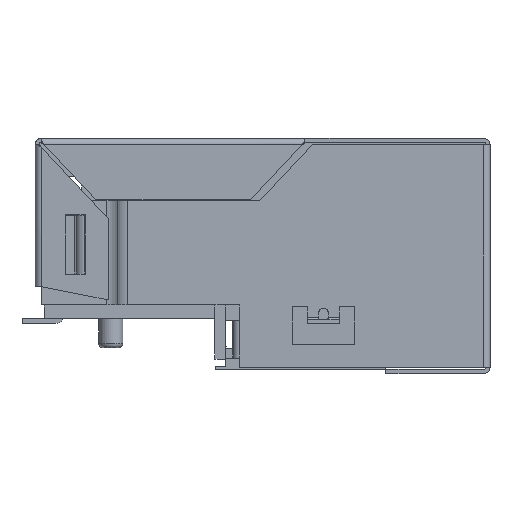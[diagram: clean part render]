
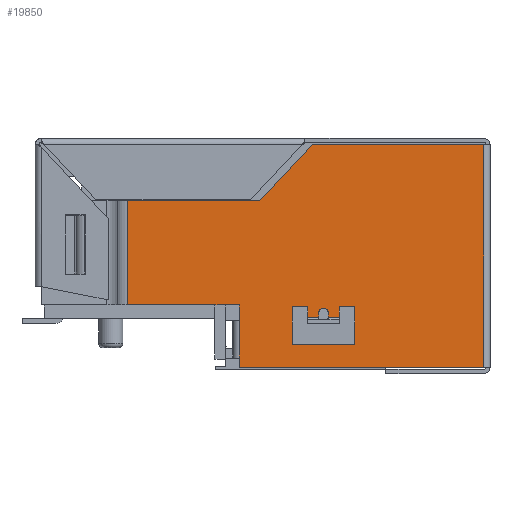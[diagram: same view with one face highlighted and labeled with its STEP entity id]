
A CAD part, left-side view. The second image highlights one B-rep face of the part: STEP entity #19850.
In plain terms, the highlighted planar face has unit normal (-1, 0, 0).
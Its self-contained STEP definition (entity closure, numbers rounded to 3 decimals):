
#73=CIRCLE('',#20781,0.225);
#2025=ORIENTED_EDGE('',*,*,#6647,.T.);
#2026=ORIENTED_EDGE('',*,*,#6628,.T.);
#2027=ORIENTED_EDGE('',*,*,#6648,.T.);
#2028=ORIENTED_EDGE('',*,*,#6638,.T.);
#2029=ORIENTED_EDGE('',*,*,#6635,.T.);
#2030=ORIENTED_EDGE('',*,*,#6562,.T.);
#2031=ORIENTED_EDGE('',*,*,#6633,.T.);
#2032=ORIENTED_EDGE('',*,*,#6649,.T.);
#2033=ORIENTED_EDGE('',*,*,#6478,.T.);
#2034=ORIENTED_EDGE('',*,*,#6650,.T.);
#2035=ORIENTED_EDGE('',*,*,#6421,.T.);
#2036=ORIENTED_EDGE('',*,*,#6424,.T.);
#2037=ORIENTED_EDGE('',*,*,#6411,.T.);
#2038=ORIENTED_EDGE('',*,*,#6651,.T.);
#2039=ORIENTED_EDGE('',*,*,#6493,.F.);
#2040=ORIENTED_EDGE('',*,*,#6498,.F.);
#2041=ORIENTED_EDGE('',*,*,#6500,.F.);
#2042=ORIENTED_EDGE('',*,*,#6490,.F.);
#2043=ORIENTED_EDGE('',*,*,#6652,.F.);
#2044=ORIENTED_EDGE('',*,*,#6426,.F.);
#2045=ORIENTED_EDGE('',*,*,#6385,.T.);
#2046=ORIENTED_EDGE('',*,*,#6653,.T.);
#6385=EDGE_CURVE('',#8793,#8794,#10462,.T.);
#6411=EDGE_CURVE('',#8812,#8811,#10479,.T.);
#6421=EDGE_CURVE('',#8820,#8819,#73,.T.);
#6424=EDGE_CURVE('',#8819,#8812,#10485,.T.);
#6426=EDGE_CURVE('',#8793,#8822,#10487,.T.);
#6478=EDGE_CURVE('',#8858,#8860,#10519,.T.);
#6490=EDGE_CURVE('',#8866,#8867,#10531,.T.);
#6493=EDGE_CURVE('',#8869,#8870,#10534,.T.);
#6498=EDGE_CURVE('',#8874,#8869,#10539,.T.);
#6500=EDGE_CURVE('',#8867,#8874,#10541,.T.);
#6562=EDGE_CURVE('',#8916,#8918,#10589,.T.);
#6628=EDGE_CURVE('',#8961,#8959,#10634,.T.);
#6633=EDGE_CURVE('',#8918,#8964,#10638,.T.);
#6635=EDGE_CURVE('',#8966,#8916,#10640,.T.);
#6638=EDGE_CURVE('',#8968,#8966,#10643,.T.);
#6647=EDGE_CURVE('',#8970,#8961,#10652,.T.);
#6648=EDGE_CURVE('',#8959,#8968,#10653,.T.);
#6649=EDGE_CURVE('',#8964,#8858,#10654,.T.);
#6650=EDGE_CURVE('',#8860,#8970,#10655,.T.);
#6651=EDGE_CURVE('',#8811,#8870,#10656,.T.);
#6652=EDGE_CURVE('',#8822,#8866,#10657,.T.);
#6653=EDGE_CURVE('',#8794,#8820,#10658,.T.);
#8793=VERTEX_POINT('',#28434);
#8794=VERTEX_POINT('',#28435);
#8811=VERTEX_POINT('',#28509);
#8812=VERTEX_POINT('',#28511);
#8819=VERTEX_POINT('',#28555);
#8820=VERTEX_POINT('',#28557);
#8822=VERTEX_POINT('',#28566);
#8858=VERTEX_POINT('',#28716);
#8860=VERTEX_POINT('',#28720);
#8866=VERTEX_POINT('',#28744);
#8867=VERTEX_POINT('',#28746);
#8869=VERTEX_POINT('',#28752);
#8870=VERTEX_POINT('',#28753);
#8874=VERTEX_POINT('',#28762);
#8916=VERTEX_POINT('',#28886);
#8918=VERTEX_POINT('',#28890);
#8959=VERTEX_POINT('',#29075);
#8961=VERTEX_POINT('',#29078);
#8964=VERTEX_POINT('',#29086);
#8966=VERTEX_POINT('',#29092);
#8968=VERTEX_POINT('',#29098);
#8970=VERTEX_POINT('',#29111);
#10462=LINE('',#28433,#12503);
#10479=LINE('',#28510,#12520);
#10485=LINE('',#28561,#12526);
#10487=LINE('',#28565,#12528);
#10519=LINE('',#28721,#12560);
#10531=LINE('',#28745,#12572);
#10534=LINE('',#28751,#12575);
#10539=LINE('',#28763,#12580);
#10541=LINE('',#28766,#12582);
#10589=LINE('',#28891,#12630);
#10634=LINE('',#29077,#12675);
#10638=LINE('',#29087,#12679);
#10640=LINE('',#29091,#12681);
#10643=LINE('',#29097,#12684);
#10652=LINE('',#29110,#12693);
#10653=LINE('',#29112,#12694);
#10654=LINE('',#29113,#12695);
#10655=LINE('',#29114,#12696);
#10656=LINE('',#29115,#12697);
#10657=LINE('',#29116,#12698);
#10658=LINE('',#29117,#12699);
#12503=VECTOR('',#22530,1000.);
#12520=VECTOR('',#22573,1000.);
#12526=VECTOR('',#22595,1000.);
#12528=VECTOR('',#22599,1000.);
#12560=VECTOR('',#22689,1000.);
#12572=VECTOR('',#22713,1000.);
#12575=VECTOR('',#22718,1000.);
#12580=VECTOR('',#22725,1000.);
#12582=VECTOR('',#22729,1000.);
#12630=VECTOR('',#22843,1000.);
#12675=VECTOR('',#22958,1000.);
#12679=VECTOR('',#22966,1000.);
#12681=VECTOR('',#22970,1000.);
#12684=VECTOR('',#22975,1000.);
#12693=VECTOR('',#22988,1000.);
#12694=VECTOR('',#22989,1000.);
#12695=VECTOR('',#22990,1000.);
#12696=VECTOR('',#22991,1000.);
#12697=VECTOR('',#22992,1000.);
#12698=VECTOR('',#22993,1000.);
#12699=VECTOR('',#22994,1000.);
#14515=EDGE_LOOP('',(#2025,#2026,#2027,#2028,#2029,#2030,#2031,#2032,#2033,
#2034));
#14516=EDGE_LOOP('',(#2035,#2036,#2037,#2038,#2039,#2040,#2041,#2042,#2043,
#2044,#2045,#2046));
#15508=FACE_BOUND('',#14515,.T.);
#15509=FACE_BOUND('',#14516,.T.);
#16419=PLANE('',#20895);
#19850=ADVANCED_FACE('',(#15508,#15509),#16419,.T.);
#20781=AXIS2_PLACEMENT_3D('',#28556,#22589,#22590);
#20895=AXIS2_PLACEMENT_3D('',#29109,#22986,#22987);
#22530=DIRECTION('',(0.,-1.,0.));
#22573=DIRECTION('',(0.,-1.,0.));
#22589=DIRECTION('',(1.,0.,0.));
#22590=DIRECTION('',(0.,1.,0.));
#22595=DIRECTION('',(0.,0.,-1.));
#22599=DIRECTION('',(0.,0.,1.));
#22689=DIRECTION('',(0.,0.,-1.));
#22713=DIRECTION('',(0.,0.,-1.));
#22718=DIRECTION('',(0.,1.,0.));
#22725=DIRECTION('',(0.,0.,1.));
#22729=DIRECTION('',(0.,-1.,0.));
#22843=DIRECTION('',(0.,0.,-1.));
#22958=DIRECTION('',(0.,0.,1.));
#22966=DIRECTION('',(0.,-1.,0.));
#22970=DIRECTION('',(0.,1.,0.));
#22975=DIRECTION('',(0.,0.684,-0.73));
#22986=DIRECTION('',(-1.,0.,0.));
#22987=DIRECTION('',(0.,-1.,0.));
#22988=DIRECTION('',(0.,-1.,0.));
#22989=DIRECTION('',(0.,1.,0.));
#22990=DIRECTION('',(0.,0.,-1.));
#22991=DIRECTION('',(0.,0.,-1.));
#22992=DIRECTION('',(0.,0.,1.));
#22993=DIRECTION('',(0.,1.,0.));
#22994=DIRECTION('',(0.,0.,1.));
#28433=CARTESIAN_POINT('',(-7.825,-2.166,-2.99));
#28434=CARTESIAN_POINT('',(-7.825,-2.166,-2.99));
#28435=CARTESIAN_POINT('',(-7.825,-2.695,-2.99));
#28509=CARTESIAN_POINT('',(-7.825,-3.674,-2.99));
#28510=CARTESIAN_POINT('',(-7.825,-2.166,-2.99));
#28511=CARTESIAN_POINT('',(-7.825,-3.145,-2.99));
#28555=CARTESIAN_POINT('',(-7.825,-3.145,-2.776));
#28556=CARTESIAN_POINT('',(-7.825,-2.92,-2.776));
#28557=CARTESIAN_POINT('',(-7.825,-2.695,-2.776));
#28561=CARTESIAN_POINT('',(-7.825,-3.145,-2.776));
#28565=CARTESIAN_POINT('',(-7.825,-2.166,-3.09));
#28566=CARTESIAN_POINT('',(-7.825,-2.166,-2.49));
#28716=CARTESIAN_POINT('',(-7.825,1.13,-3.15));
#28720=CARTESIAN_POINT('',(-7.825,1.13,-4.95));
#28721=CARTESIAN_POINT('',(-7.825,1.13,-3.15));
#28744=CARTESIAN_POINT('',(-7.825,-1.42,-2.49));
#28745=CARTESIAN_POINT('',(-7.825,-1.42,-2.49));
#28746=CARTESIAN_POINT('',(-7.825,-1.42,-4.29));
#28751=CARTESIAN_POINT('',(-7.825,-4.42,-2.49));
#28752=CARTESIAN_POINT('',(-7.825,-4.42,-2.49));
#28753=CARTESIAN_POINT('',(-7.825,-3.674,-2.49));
#28762=CARTESIAN_POINT('',(-7.825,-4.42,-4.29));
#28763=CARTESIAN_POINT('',(-7.825,-4.42,-4.29));
#28766=CARTESIAN_POINT('',(-7.825,-1.42,-4.29));
#28886=CARTESIAN_POINT('',(-7.825,6.48,2.6));
#28890=CARTESIAN_POINT('',(-7.825,6.48,-2.4));
#28891=CARTESIAN_POINT('',(-7.825,6.48,2.6));
#29075=CARTESIAN_POINT('',(-7.825,-10.62,5.3));
#29077=CARTESIAN_POINT('',(-7.825,-10.62,-5.4));
#29078=CARTESIAN_POINT('',(-7.825,-10.62,-5.4));
#29086=CARTESIAN_POINT('',(-7.825,1.13,-2.4));
#29087=CARTESIAN_POINT('',(-7.825,6.48,-2.4));
#29091=CARTESIAN_POINT('',(-7.825,0.13,2.6));
#29092=CARTESIAN_POINT('',(-7.825,0.13,2.6));
#29097=CARTESIAN_POINT('',(-7.825,-2.4,5.3));
#29098=CARTESIAN_POINT('',(-7.825,-2.4,5.3));
#29109=CARTESIAN_POINT('',(-7.825,0.,0.1));
#29110=CARTESIAN_POINT('',(-7.825,1.13,-5.4));
#29111=CARTESIAN_POINT('',(-7.825,1.13,-5.4));
#29112=CARTESIAN_POINT('',(-7.825,-10.75,5.3));
#29113=CARTESIAN_POINT('',(-7.825,1.13,-2.4));
#29114=CARTESIAN_POINT('',(-7.825,1.13,-2.4));
#29115=CARTESIAN_POINT('',(-7.825,-3.674,-3.09));
#29116=CARTESIAN_POINT('',(-7.825,-4.42,-2.49));
#29117=CARTESIAN_POINT('',(-7.825,-2.695,-3.076));
